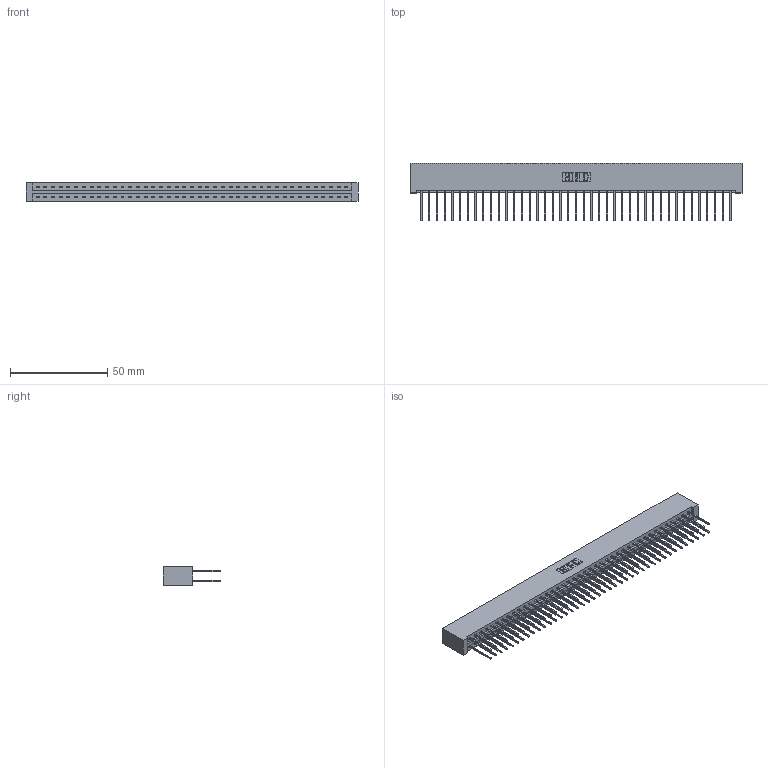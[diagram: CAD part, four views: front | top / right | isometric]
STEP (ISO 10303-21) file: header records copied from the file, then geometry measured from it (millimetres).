
FILE_DESCRIPTION (( 'STEP AP203' ), '1' );
FILE_NAME ('387-082-540-201.STEP', '2019-10-22T23:34:09', ( '' ), ( '' ), 'SwSTEP 2.0', 'SolidWorks 2016', '' );
FILE_SCHEMA (( 'CONFIG_CONTROL_DESIGN' ));
Length unit declared in the file: inch
Products named in the file (3): 387-082-540-201; 337 Part_No Mounting Lugs; 345-292-001_345-293-140
Assembly tree (83 placements, depth 2):
  387-082-540-201
    337 Part_No Mounting Lugs
    345-292-001_345-293-140  x82
Bounding box: 170.33 x 29.47 x 9.4 mm (x, y, z)
Volume: 19009.3 mm3; surface area: 23073.1 mm2
Topology: 83 solids, 83 shells, 4534 faces, 13489 edges, 8882 vertices
Faces by surface type: plane 3182, cylinder 1352
Entity records: 31659 total; most frequent: CARTESIAN_POINT 5334, ORIENTED_EDGE 5270, DIRECTION 4531, EDGE_CURVE 2635, VECTOR 2515, LINE 2515, VERTEX_POINT 1754, AXIS2_PLACEMENT_3D 1008
